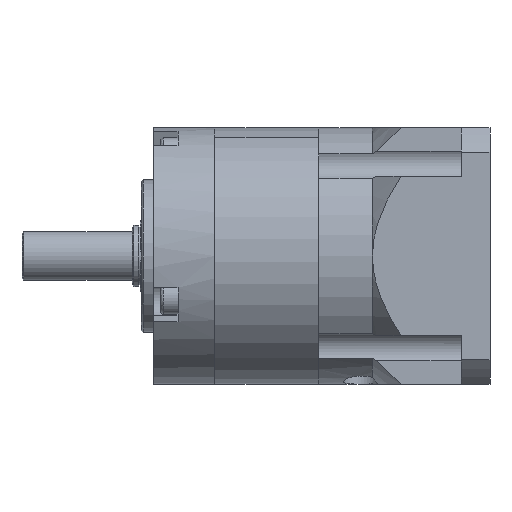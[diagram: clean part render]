
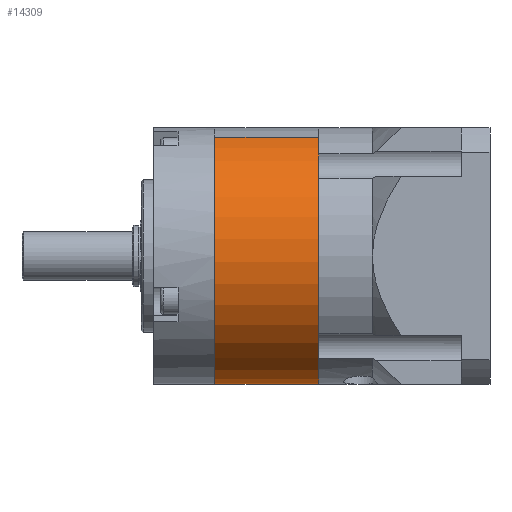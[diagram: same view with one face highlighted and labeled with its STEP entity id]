
A CAD part, front view. The second image highlights one B-rep face of the part: STEP entity #14309.
In plain terms, the highlighted cylindrical face has radius 21 mm (diameter 42 mm), a partial arc.
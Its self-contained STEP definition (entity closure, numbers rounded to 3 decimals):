
#27 = CARTESIAN_POINT ( 'NONE',  ( 0., 0., 0. ) ) ;
#1346 = VERTEX_POINT ( 'NONE', #4772 ) ;
#1468 = DIRECTION ( 'NONE',  ( -1., 0., 0. ) ) ;
#1710 = ORIENTED_EDGE ( 'NONE', *, *, #10181, .T. ) ;
#2030 = EDGE_CURVE ( 'NONE', #1346, #13721, #5041, .T. ) ;
#2372 = CYLINDRICAL_SURFACE ( 'NONE', #8051, 21. ) ;
#2809 = DIRECTION ( 'NONE',  ( -1., 0., 0. ) ) ;
#3053 = DIRECTION ( 'NONE',  ( 1., 0., 0. ) ) ;
#3521 = DIRECTION ( 'NONE',  ( -1., 0., 0. ) ) ;
#3670 = AXIS2_PLACEMENT_3D ( 'NONE', #6557, #3053, #7776 ) ;
#4021 = ORIENTED_EDGE ( 'NONE', *, *, #2030, .T. ) ;
#4672 = CARTESIAN_POINT ( 'NONE',  ( 17., 0., 0. ) ) ;
#4702 = LINE ( 'NONE', #9581, #9243 ) ;
#4772 = CARTESIAN_POINT ( 'NONE',  ( 17., 0., 21. ) ) ;
#5041 = LINE ( 'NONE', #14834, #7171 ) ;
#5897 = ORIENTED_EDGE ( 'NONE', *, *, #6672, .T. ) ;
#5983 = VERTEX_POINT ( 'NONE', #6610 ) ;
#6088 = EDGE_CURVE ( 'NONE', #5983, #13568, #4702, .T. ) ;
#6557 = CARTESIAN_POINT ( 'NONE',  ( 0., 0., 0. ) ) ;
#6610 = CARTESIAN_POINT ( 'NONE',  ( 17., 0., -21. ) ) ;
#6672 = EDGE_CURVE ( 'NONE', #13721, #13568, #9506, .T. ) ;
#7057 = DIRECTION ( 'NONE',  ( 0., 0., 1. ) ) ;
#7171 = VECTOR ( 'NONE', #2809, 1000. ) ;
#7776 = DIRECTION ( 'NONE',  ( 0., 0., 1. ) ) ;
#8051 = AXIS2_PLACEMENT_3D ( 'NONE', #27, #1468, #15811 ) ;
#8451 = CARTESIAN_POINT ( 'NONE',  ( 0., 0., 21. ) ) ;
#9243 = VECTOR ( 'NONE', #3521, 1000. ) ;
#9506 = CIRCLE ( 'NONE', #3670, 21. ) ;
#9581 = CARTESIAN_POINT ( 'NONE',  ( 0., 0., -21. ) ) ;
#10181 = EDGE_CURVE ( 'NONE', #5983, #1346, #15625, .T. ) ;
#10664 = EDGE_LOOP ( 'NONE', ( #14021, #1710, #4021, #5897 ) ) ;
#12003 = AXIS2_PLACEMENT_3D ( 'NONE', #4672, #13479, #7057 ) ;
#12620 = CARTESIAN_POINT ( 'NONE',  ( 0., 0., -21. ) ) ;
#13479 = DIRECTION ( 'NONE',  ( -1., 0., 0. ) ) ;
#13568 = VERTEX_POINT ( 'NONE', #12620 ) ;
#13721 = VERTEX_POINT ( 'NONE', #8451 ) ;
#14021 = ORIENTED_EDGE ( 'NONE', *, *, #6088, .F. ) ;
#14309 = ADVANCED_FACE ( 'NONE', ( #14621 ), #2372, .T. ) ;
#14621 = FACE_OUTER_BOUND ( 'NONE', #10664, .T. ) ;
#14834 = CARTESIAN_POINT ( 'NONE',  ( 0., 0., 21. ) ) ;
#15625 = CIRCLE ( 'NONE', #12003, 21. ) ;
#15811 = DIRECTION ( 'NONE',  ( 0., 0., 1. ) ) ;
